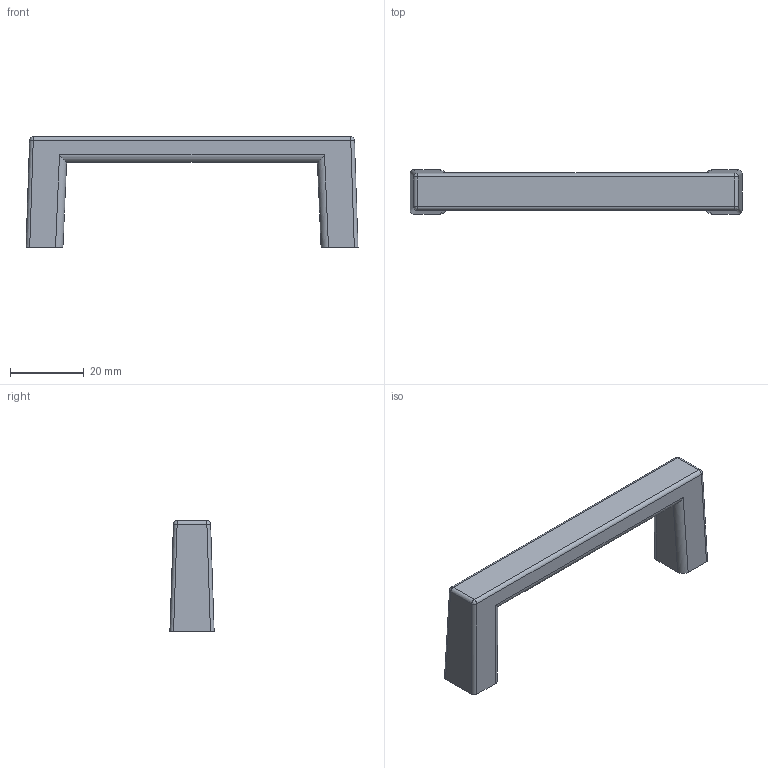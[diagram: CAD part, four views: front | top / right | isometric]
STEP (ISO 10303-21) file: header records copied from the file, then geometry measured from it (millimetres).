
FILE_DESCRIPTION( (''), '2;1');
FILE_NAME ('PC013.16212.THA_232S_2_21482.stp','2023-09-01T11:35:36',(''),(''),'spGate 19.8.4 (****-****-****-****)','','');
FILE_SCHEMA (('AUTOMOTIVE_DESIGN'));
Length unit declared in the file: millimetre
Bounding box: 90 x 12 x 30 mm (x, y, z)
Volume: 10802.3 mm3; surface area: 5216.1 mm2
Topology: 1 solids, 1 shells, 34 faces, 82 edges, 52 vertices
Faces by surface type: cylinder 18, plane 12, bspline 4
Entity records: 1729 total; most frequent: CARTESIAN_POINT 272, ORIENTED_EDGE 164, DIRECTION 154, COLOUR_RGB 117, PRESENTATION_STYLE_ASSIGNMENT 117, STYLED_ITEM 117, EDGE_CURVE 82, DRAUGHTING_PRE_DEFINED_CURVE_FONT 82
